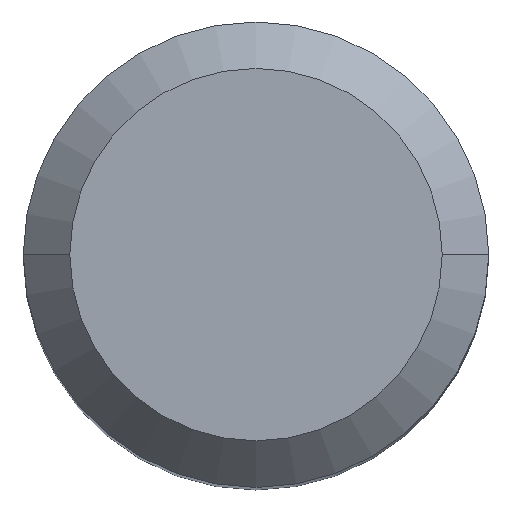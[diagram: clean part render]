
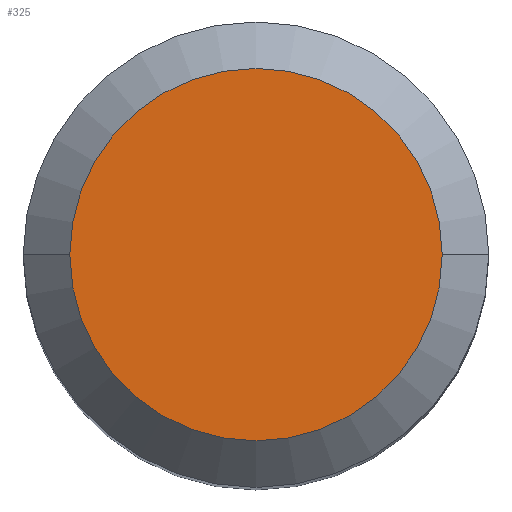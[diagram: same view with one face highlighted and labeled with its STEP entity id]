
A CAD part, top view. The second image highlights one B-rep face of the part: STEP entity #325.
In plain terms, the highlighted planar face has unit normal (0, 0, 1).
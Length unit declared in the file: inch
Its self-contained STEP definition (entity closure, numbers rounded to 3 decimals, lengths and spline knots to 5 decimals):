
#3 = DIRECTION ( 'NONE',  ( 0., 0., 1. ) ) ;
#20 = VERTEX_POINT ( 'NONE', #117 ) ;
#36 = AXIS2_PLACEMENT_3D ( 'NONE', #410, #99, #93 ) ;
#56 = EDGE_CURVE ( 'NONE', #171, #20, #160, .T. ) ;
#93 = DIRECTION ( 'NONE',  ( 1., 0., 0. ) ) ;
#94 = EDGE_LOOP ( 'NONE', ( #415, #189 ) ) ;
#99 = DIRECTION ( 'NONE',  ( 0., 0., 1. ) ) ;
#117 = CARTESIAN_POINT ( 'NONE',  ( -0.15748, 0., 0. ) ) ;
#160 = CIRCLE ( 'NONE', #233, 0.15748 ) ;
#159 = DIRECTION ( 'NONE',  ( 1., 0., 0. ) ) ;
#161 = EDGE_CURVE ( 'NONE', #20, #171, #366, .T. ) ;
#171 = VERTEX_POINT ( 'NONE', #411 ) ;
#189 = ORIENTED_EDGE ( 'NONE', *, *, #56, .T. ) ;
#233 = AXIS2_PLACEMENT_3D ( 'NONE', #359, #3, #159 ) ;
#302 = DIRECTION ( 'NONE',  ( 0., 0., -1. ) ) ;
#316 = AXIS2_PLACEMENT_3D ( 'NONE', #458, #302, #383 ) ;
#325 = ADVANCED_FACE ( 'NONE', ( #353 ), #350, .F. ) ;
#350 = PLANE ( 'NONE',  #316 ) ;
#353 = FACE_OUTER_BOUND ( 'NONE', #94, .T. ) ;
#359 = CARTESIAN_POINT ( 'NONE',  ( 0., 0., 0. ) ) ;
#366 = CIRCLE ( 'NONE', #36, 0.15748 ) ;
#383 = DIRECTION ( 'NONE',  ( -1., 0., 0. ) ) ;
#410 = CARTESIAN_POINT ( 'NONE',  ( 0., 0., 0. ) ) ;
#411 = CARTESIAN_POINT ( 'NONE',  ( 0.15748, 0., 0. ) ) ;
#415 = ORIENTED_EDGE ( 'NONE', *, *, #161, .T. ) ;
#458 = CARTESIAN_POINT ( 'NONE',  ( 0., 0., 0. ) ) ;
